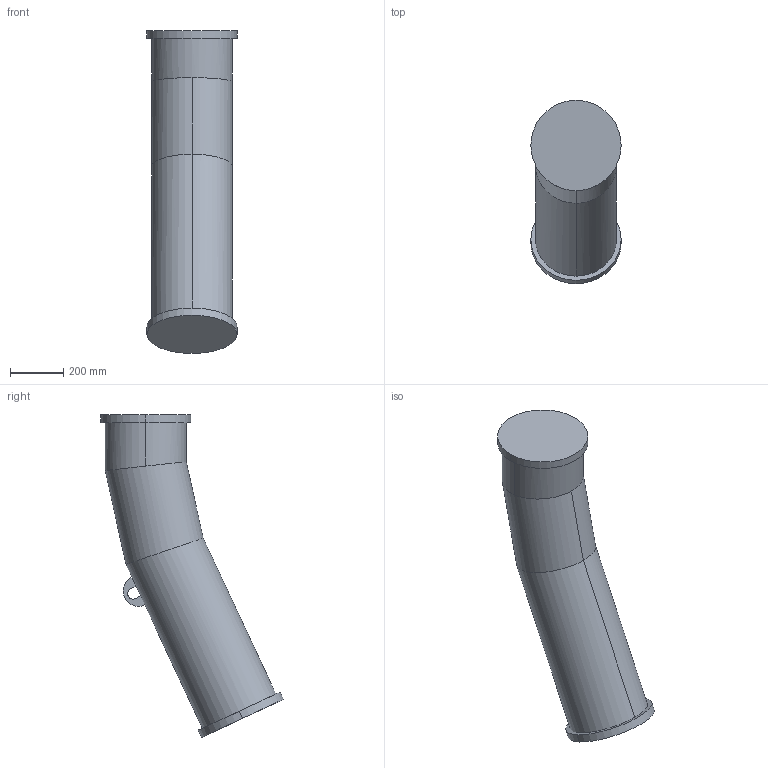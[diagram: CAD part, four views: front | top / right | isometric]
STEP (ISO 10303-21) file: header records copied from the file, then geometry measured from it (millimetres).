
FILE_DESCRIPTION (( 'STEP AP214' ), '1' );
FILE_NAME ('DN200-25-ANGLE.STEP', '2021-03-31T08:51:22', ( '' ), ( '' ), 'SwSTEP 2.0', 'SolidWorks 2017', '' );
FILE_SCHEMA (( 'AUTOMOTIVE_DESIGN' ));
Length unit declared in the file: millimetre
Products named in the file (1): DN200-25-ANGLE
Bounding box: 340 x 688.6 x 1216.12 mm (x, y, z)
Volume: 52258277.6 mm3; surface area: 2211769 mm2
Topology: 1 solids, 18 shells, 80 faces, 172 edges, 98 vertices
Faces by surface type: cone 32, plane 28, cylinder 18, torus 2
Entity records: 2348 total; most frequent: DIRECTION 362, CARTESIAN_POINT 349, ORIENTED_EDGE 280, AXIS2_PLACEMENT_3D 151, EDGE_CURVE 140, VERTEX_POINT 98, EDGE_LOOP 84, FACE_OUTER_BOUND 80
